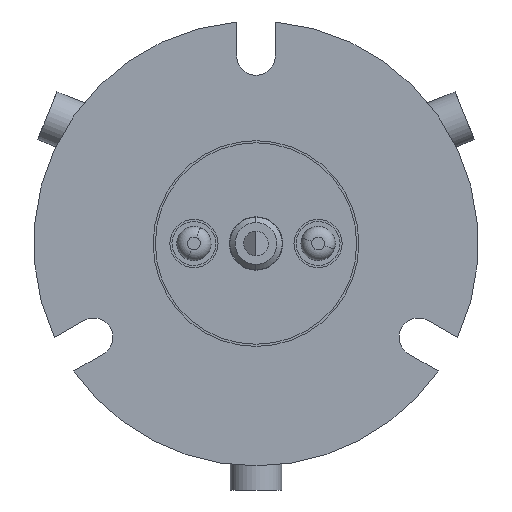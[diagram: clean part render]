
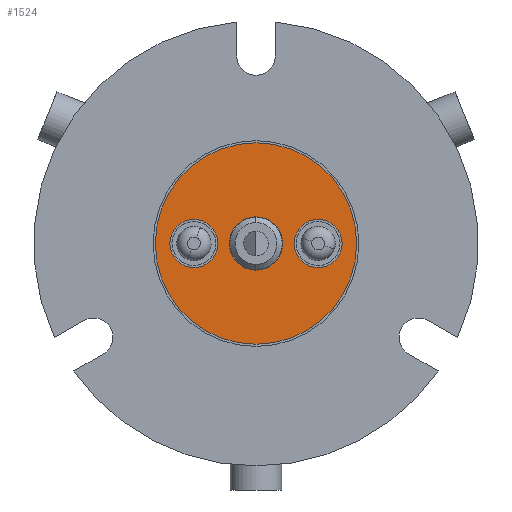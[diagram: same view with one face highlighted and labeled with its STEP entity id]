
A CAD part, front view. The second image highlights one B-rep face of the part: STEP entity #1524.
In plain terms, the highlighted planar face has unit normal (0, -1, 0).
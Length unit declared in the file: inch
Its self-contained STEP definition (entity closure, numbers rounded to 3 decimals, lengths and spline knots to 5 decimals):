
#24 = AXIS2_PLACEMENT_3D ( 'NONE', #3211, #3203, #3204 ) ;
#34 = EDGE_CURVE ( 'NONE', #3113, #3170, #5812, .T. ) ;
#97 = CARTESIAN_POINT ( 'NONE',  ( 0., -0.69901, 0. ) ) ;
#136 = CARTESIAN_POINT ( 'NONE',  ( 0., -0.69901, 0. ) ) ;
#183 = CARTESIAN_POINT ( 'NONE',  ( 0., -0.69901, 0. ) ) ;
#186 = DIRECTION ( 'NONE',  ( 0., 1., 0. ) ) ;
#187 = DIRECTION ( 'NONE',  ( 0., 0., -1. ) ) ;
#270 = PLANE ( 'NONE',  #470 ) ;
#292 = DIRECTION ( 'NONE',  ( 0., 0., -1. ) ) ;
#308 = DIRECTION ( 'NONE',  ( 0., 1., 0. ) ) ;
#470 = AXIS2_PLACEMENT_3D ( 'NONE', #97, #308, #292 ) ;
#494 = AXIS2_PLACEMENT_3D ( 'NONE', #183, #186, #187 ) ;
#506 = AXIS2_PLACEMENT_3D ( 'NONE', #136, #2586, #2587 ) ;
#527 = AXIS2_PLACEMENT_3D ( 'NONE', #2610, #2643, #2648 ) ;
#548 = AXIS2_PLACEMENT_3D ( 'NONE', #3873, #3870, #3879 ) ;
#565 = AXIS2_PLACEMENT_3D ( 'NONE', #4540, #5084, #5085 ) ;
#1021 = CARTESIAN_POINT ( 'NONE',  ( 0., -0.69901, 0. ) ) ;
#1029 = DIRECTION ( 'NONE',  ( 0., 1., 0. ) ) ;
#1030 = DIRECTION ( 'NONE',  ( 0., 0., -1. ) ) ;
#1128 = CARTESIAN_POINT ( 'NONE',  ( 0., -0.69901, 0. ) ) ;
#1131 = DIRECTION ( 'NONE',  ( 0., 1., 0. ) ) ;
#1132 = DIRECTION ( 'NONE',  ( 0., 0., -1. ) ) ;
#1524 = ADVANCED_FACE ( 'NONE', ( #2247, #2083, #2084, #2087 ), #270, .F. ) ;
#2073 = CIRCLE ( 'NONE', #506, 0.37 ) ;
#2083 = FACE_BOUND ( 'NONE', #5696, .T. ) ;
#2084 = FACE_BOUND ( 'NONE', #5694, .T. ) ;
#2087 = FACE_OUTER_BOUND ( 'NONE', #5692, .T. ) ;
#2138 = CIRCLE ( 'NONE', #494, 0.37 ) ;
#2247 = FACE_BOUND ( 'NONE', #5679, .T. ) ;
#2549 = CARTESIAN_POINT ( 'NONE',  ( 0.228, -0.69901, 0.0885 ) ) ;
#2562 = CARTESIAN_POINT ( 'NONE',  ( -0.228, -0.69901, 0.0885 ) ) ;
#2586 = DIRECTION ( 'NONE',  ( 0., 1., 0. ) ) ;
#2587 = DIRECTION ( 'NONE',  ( 0., 0., -1. ) ) ;
#2610 = CARTESIAN_POINT ( 'NONE',  ( 0.228, -0.69901, 0. ) ) ;
#2643 = DIRECTION ( 'NONE',  ( 0., 1., 0. ) ) ;
#2648 = DIRECTION ( 'NONE',  ( 0., 0., -1. ) ) ;
#2839 = CARTESIAN_POINT ( 'NONE',  ( 0., -0.69901, -0.098 ) ) ;
#2873 = CARTESIAN_POINT ( 'NONE',  ( -0.228, -0.69901, -0.0885 ) ) ;
#2875 = CARTESIAN_POINT ( 'NONE',  ( 0., -0.69901, 0.37 ) ) ;
#2910 = CARTESIAN_POINT ( 'NONE',  ( 0.228, -0.69901, -0.0885 ) ) ;
#2936 = CARTESIAN_POINT ( 'NONE',  ( 0., -0.69901, 0.098 ) ) ;
#2984 = CARTESIAN_POINT ( 'NONE',  ( 0., -0.69901, -0.37 ) ) ;
#3009 = EDGE_CURVE ( 'NONE', #3171, #3481, #2138, .T. ) ;
#3027 = EDGE_CURVE ( 'NONE', #3481, #3171, #2073, .T. ) ;
#3055 = EDGE_CURVE ( 'NONE', #3578, #3101, #4277, .T. ) ;
#3101 = VERTEX_POINT ( 'NONE', #2549 ) ;
#3113 = VERTEX_POINT ( 'NONE', #2562 ) ;
#3170 = VERTEX_POINT ( 'NONE', #2873 ) ;
#3171 = VERTEX_POINT ( 'NONE', #2875 ) ;
#3203 = DIRECTION ( 'NONE',  ( 0., 1., 0. ) ) ;
#3204 = DIRECTION ( 'NONE',  ( 0., 0., -1. ) ) ;
#3211 = CARTESIAN_POINT ( 'NONE',  ( -0.228, -0.69901, 0. ) ) ;
#3223 = VERTEX_POINT ( 'NONE', #2839 ) ;
#3481 = VERTEX_POINT ( 'NONE', #2984 ) ;
#3578 = VERTEX_POINT ( 'NONE', #2910 ) ;
#3605 = VERTEX_POINT ( 'NONE', #2936 ) ;
#3870 = DIRECTION ( 'NONE',  ( 0., 1., 0. ) ) ;
#3873 = CARTESIAN_POINT ( 'NONE',  ( 0.228, -0.69901, 0. ) ) ;
#3879 = DIRECTION ( 'NONE',  ( 0., 0., -1. ) ) ;
#4105 = EDGE_CURVE ( 'NONE', #3101, #3578, #4234, .T. ) ;
#4142 = EDGE_CURVE ( 'NONE', #3170, #3113, #4301, .T. ) ;
#4191 = CIRCLE ( 'NONE', #4641, 0.098 ) ;
#4234 = CIRCLE ( 'NONE', #548, 0.0885 ) ;
#4244 = CIRCLE ( 'NONE', #4663, 0.098 ) ;
#4277 = CIRCLE ( 'NONE', #527, 0.0885 ) ;
#4301 = CIRCLE ( 'NONE', #565, 0.0885 ) ;
#4487 = EDGE_CURVE ( 'NONE', #3223, #3605, #4191, .T. ) ;
#4520 = EDGE_CURVE ( 'NONE', #3605, #3223, #4244, .T. ) ;
#4540 = CARTESIAN_POINT ( 'NONE',  ( -0.228, -0.69901, 0. ) ) ;
#4641 = AXIS2_PLACEMENT_3D ( 'NONE', #1021, #1029, #1030 ) ;
#4663 = AXIS2_PLACEMENT_3D ( 'NONE', #1128, #1131, #1132 ) ;
#5084 = DIRECTION ( 'NONE',  ( 0., 1., 0. ) ) ;
#5085 = DIRECTION ( 'NONE',  ( 0., 0., -1. ) ) ;
#5140 = ORIENTED_EDGE ( 'NONE', *, *, #3055, .T. ) ;
#5364 = ORIENTED_EDGE ( 'NONE', *, *, #4520, .T. ) ;
#5371 = ORIENTED_EDGE ( 'NONE', *, *, #3009, .F. ) ;
#5423 = ORIENTED_EDGE ( 'NONE', *, *, #3027, .F. ) ;
#5630 = ORIENTED_EDGE ( 'NONE', *, *, #4487, .T. ) ;
#5679 = EDGE_LOOP ( 'NONE', ( #5630, #5364 ) ) ;
#5692 = EDGE_LOOP ( 'NONE', ( #5371, #5423 ) ) ;
#5694 = EDGE_LOOP ( 'NONE', ( #5867, #6036 ) ) ;
#5696 = EDGE_LOOP ( 'NONE', ( #5140, #5881 ) ) ;
#5812 = CIRCLE ( 'NONE', #24, 0.0885 ) ;
#5867 = ORIENTED_EDGE ( 'NONE', *, *, #4142, .T. ) ;
#5881 = ORIENTED_EDGE ( 'NONE', *, *, #4105, .T. ) ;
#6036 = ORIENTED_EDGE ( 'NONE', *, *, #34, .T. ) ;
